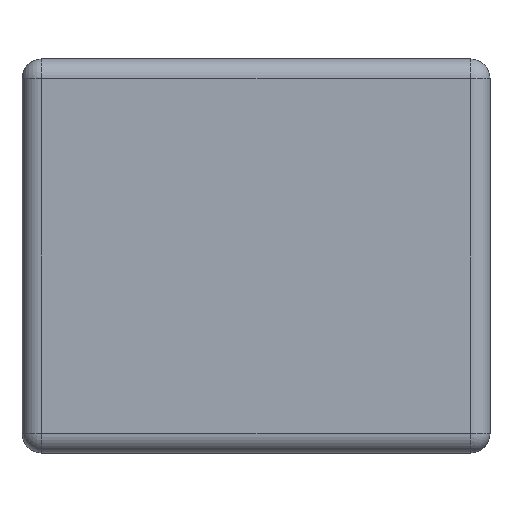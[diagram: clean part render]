
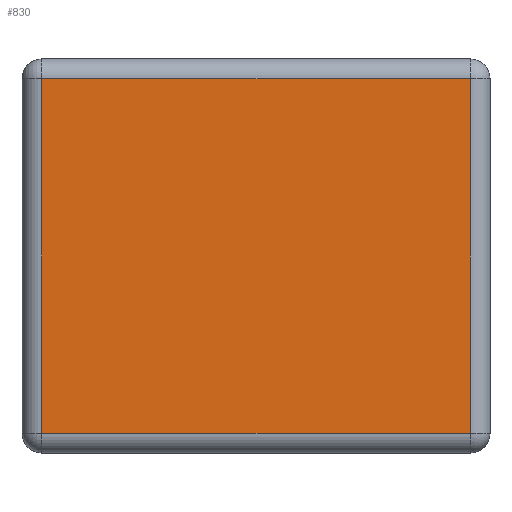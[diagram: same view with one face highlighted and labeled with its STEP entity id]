
A CAD part, left-side view. The second image highlights one B-rep face of the part: STEP entity #830.
In plain terms, the highlighted planar face has unit normal (-1, 0, 0).
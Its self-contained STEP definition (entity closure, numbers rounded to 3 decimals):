
#3 = CARTESIAN_POINT ( 'NONE',  ( -0.8, 0.95, -0.36 ) ) ;
#115 = EDGE_CURVE ( 'NONE', #1097, #793, #192, .T. ) ;
#142 = PLANE ( 'NONE',  #489 ) ;
#185 = LINE ( 'NONE', #282, #301 ) ;
#192 = LINE ( 'NONE', #1181, #422 ) ;
#214 = DIRECTION ( 'NONE',  ( 0., 1., 0. ) ) ;
#215 = EDGE_CURVE ( 'NONE', #345, #1097, #185, .T. ) ;
#228 = DIRECTION ( 'NONE',  ( 1., 0., 0. ) ) ;
#282 = CARTESIAN_POINT ( 'NONE',  ( -0.8, 0.04, -0.4 ) ) ;
#297 = CARTESIAN_POINT ( 'NONE',  ( -0.8, 0.04, 0.36 ) ) ;
#301 = VECTOR ( 'NONE', #1175, 1000. ) ;
#305 = CARTESIAN_POINT ( 'NONE',  ( -0.8, 0.91, 0.36 ) ) ;
#328 = CARTESIAN_POINT ( 'NONE',  ( -0.8, 0.91, -0.4 ) ) ;
#336 = LINE ( 'NONE', #328, #384 ) ;
#345 = VERTEX_POINT ( 'NONE', #850 ) ;
#384 = VECTOR ( 'NONE', #632, 1000. ) ;
#422 = VECTOR ( 'NONE', #214, 1000. ) ;
#449 = ORIENTED_EDGE ( 'NONE', *, *, #215, .T. ) ;
#489 = AXIS2_PLACEMENT_3D ( 'NONE', #532, #228, #899 ) ;
#501 = LINE ( 'NONE', #3, #711 ) ;
#532 = CARTESIAN_POINT ( 'NONE',  ( -0.8, 0.95, -0.4 ) ) ;
#632 = DIRECTION ( 'NONE',  ( 0., 0., -1. ) ) ;
#672 = ORIENTED_EDGE ( 'NONE', *, *, #1202, .T. ) ;
#711 = VECTOR ( 'NONE', #905, 1000. ) ;
#714 = VERTEX_POINT ( 'NONE', #1112 ) ;
#793 = VERTEX_POINT ( 'NONE', #305 ) ;
#830 = ADVANCED_FACE ( 'NONE', ( #1109 ), #142, .F. ) ;
#850 = CARTESIAN_POINT ( 'NONE',  ( -0.8, 0.04, -0.36 ) ) ;
#899 = DIRECTION ( 'NONE',  ( 0., 0., -1. ) ) ;
#903 = EDGE_LOOP ( 'NONE', ( #1093, #672, #449, #1148 ) ) ;
#905 = DIRECTION ( 'NONE',  ( 0., -1., 0. ) ) ;
#1093 = ORIENTED_EDGE ( 'NONE', *, *, #1253, .T. ) ;
#1097 = VERTEX_POINT ( 'NONE', #297 ) ;
#1109 = FACE_OUTER_BOUND ( 'NONE', #903, .T. ) ;
#1112 = CARTESIAN_POINT ( 'NONE',  ( -0.8, 0.91, -0.36 ) ) ;
#1148 = ORIENTED_EDGE ( 'NONE', *, *, #115, .T. ) ;
#1175 = DIRECTION ( 'NONE',  ( 0., 0., 1. ) ) ;
#1181 = CARTESIAN_POINT ( 'NONE',  ( -0.8, 0.95, 0.36 ) ) ;
#1202 = EDGE_CURVE ( 'NONE', #714, #345, #501, .T. ) ;
#1253 = EDGE_CURVE ( 'NONE', #793, #714, #336, .T. ) ;
